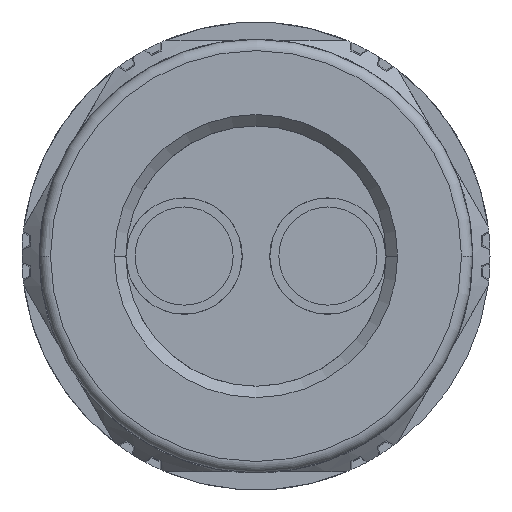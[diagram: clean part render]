
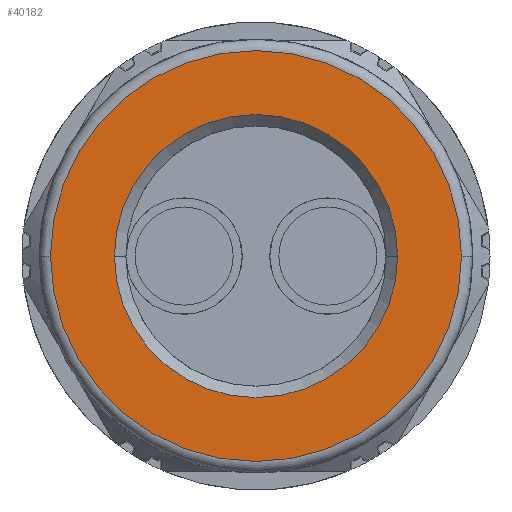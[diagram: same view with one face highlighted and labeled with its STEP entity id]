
A CAD part, front view. The second image highlights one B-rep face of the part: STEP entity #40182.
In plain terms, the highlighted planar face has unit normal (0, -1, 0).
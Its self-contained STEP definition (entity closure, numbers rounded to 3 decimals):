
#6408=CARTESIAN_POINT('',(0.,-47.4,0.));
#6409=DIRECTION('',(0.,-1.,0.));
#6410=DIRECTION('',(1.,0.,-0.005));
#6411=AXIS2_PLACEMENT_3D('',#6408,#6409,#6410);
#6428=CARTESIAN_POINT('',(0.,-47.4,0.));
#6429=DIRECTION('',(0.,1.,0.));
#6430=DIRECTION('',(-1.,0.,0.005));
#6431=AXIS2_PLACEMENT_3D('',#6428,#6429,#6430);
#6433=CARTESIAN_POINT('',(0.,-47.4,0.));
#6434=DIRECTION('',(0.,1.,0.));
#6435=DIRECTION('',(1.,0.,-0.005));
#6436=AXIS2_PLACEMENT_3D('',#6433,#6434,#6435);
#6438=CARTESIAN_POINT('',(0.,-47.4,0.));
#6439=DIRECTION('',(0.,-1.,0.));
#6440=DIRECTION('',(1.,0.,0.));
#6441=AXIS2_PLACEMENT_3D('',#6438,#6439,#6440);
#6443=CARTESIAN_POINT('',(0.,-47.4,0.));
#6444=DIRECTION('',(0.,-1.,0.));
#6445=DIRECTION('',(0.,0.,1.));
#6446=AXIS2_PLACEMENT_3D('',#6443,#6444,#6445);
#6448=CARTESIAN_POINT('',(0.,-47.4,0.));
#6449=DIRECTION('',(0.,-1.,0.));
#6450=DIRECTION('',(-1.,0.,0.));
#6451=AXIS2_PLACEMENT_3D('',#6448,#6449,#6450);
#6453=CARTESIAN_POINT('',(0.,-47.4,0.));
#6454=DIRECTION('',(0.,-1.,0.));
#6455=DIRECTION('',(0.,0.,-1.));
#6456=AXIS2_PLACEMENT_3D('',#6453,#6454,#6455);
#6458=CARTESIAN_POINT('',(0.,-47.4,0.));
#6459=DIRECTION('',(0.,-1.,0.));
#6460=DIRECTION('',(-1.,0.,0.005));
#6461=AXIS2_PLACEMENT_3D('',#6458,#6459,#6460);
#30198=CARTESIAN_POINT('',(9.,-47.4,-0.047));
#30199=CARTESIAN_POINT('',(-9.,-47.4,0.));
#30200=VERTEX_POINT('',#30198);
#30201=VERTEX_POINT('',#30199);
#30202=CARTESIAN_POINT('',(9.,-47.4,0.));
#30203=VERTEX_POINT('',#30202);
#30204=CARTESIAN_POINT('',(-9.,-47.4,0.047));
#30205=VERTEX_POINT('',#30204);
#30206=CARTESIAN_POINT('',(6.2,-47.4,0.));
#30207=CARTESIAN_POINT('',(0.,-47.4,6.2));
#30208=VERTEX_POINT('',#30206);
#30209=VERTEX_POINT('',#30207);
#30210=CARTESIAN_POINT('',(-6.2,-47.4,0.));
#30211=VERTEX_POINT('',#30210);
#30212=CARTESIAN_POINT('',(0.,-47.4,-6.2));
#30213=VERTEX_POINT('',#30212);
#40159=CARTESIAN_POINT('',(0.,-47.4,0.));
#40160=DIRECTION('',(0.,-1.,0.));
#40161=DIRECTION('',(-1.,0.,0.));
#40162=AXIS2_PLACEMENT_3D('',#40159,#40160,#40161);
#40163=PLANE('',#40162);
#40165=ORIENTED_EDGE('',*,*,#40164,.F.);
#40167=ORIENTED_EDGE('',*,*,#40166,.T.);
#40168=ORIENTED_EDGE('',*,*,#40148,.F.);
#40169=ORIENTED_EDGE('',*,*,#40146,.T.);
#40170=EDGE_LOOP('',(#40165,#40167,#40168,#40169));
#40171=FACE_OUTER_BOUND('',#40170,.F.);
#40173=ORIENTED_EDGE('',*,*,#40172,.T.);
#40175=ORIENTED_EDGE('',*,*,#40174,.T.);
#40177=ORIENTED_EDGE('',*,*,#40176,.T.);
#40179=ORIENTED_EDGE('',*,*,#40178,.T.);
#40180=EDGE_LOOP('',(#40173,#40175,#40177,#40179));
#40181=FACE_BOUND('',#40180,.F.);
#40182=ADVANCED_FACE('',(#40171,#40181),#40163,.T.);
#6412=CIRCLE('',#6411,9.);
#6432=CIRCLE('',#6431,9.);
#6437=CIRCLE('',#6436,9.);
#6442=CIRCLE('',#6441,6.2);
#6447=CIRCLE('',#6446,6.2);
#6452=CIRCLE('',#6451,6.2);
#6457=CIRCLE('',#6456,6.2);
#6462=CIRCLE('',#6461,9.);
#40146=EDGE_CURVE('',#30200,#30201,#6437,.T.);
#40148=EDGE_CURVE('',#30200,#30203,#6412,.T.);
#40164=EDGE_CURVE('',#30205,#30201,#6462,.T.);
#40166=EDGE_CURVE('',#30205,#30203,#6432,.T.);
#40172=EDGE_CURVE('',#30208,#30209,#6442,.T.);
#40174=EDGE_CURVE('',#30209,#30211,#6447,.T.);
#40176=EDGE_CURVE('',#30211,#30213,#6452,.T.);
#40178=EDGE_CURVE('',#30213,#30208,#6457,.T.);
